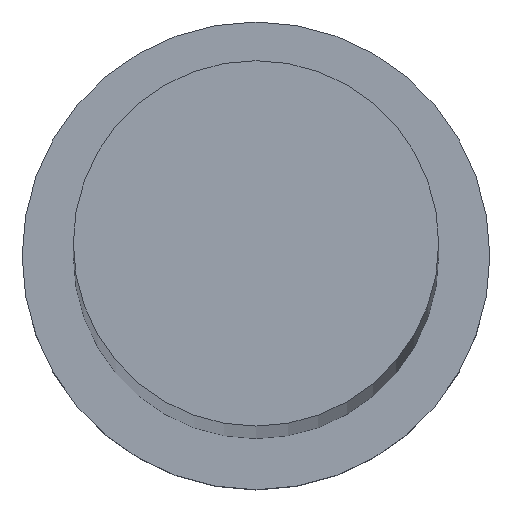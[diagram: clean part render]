
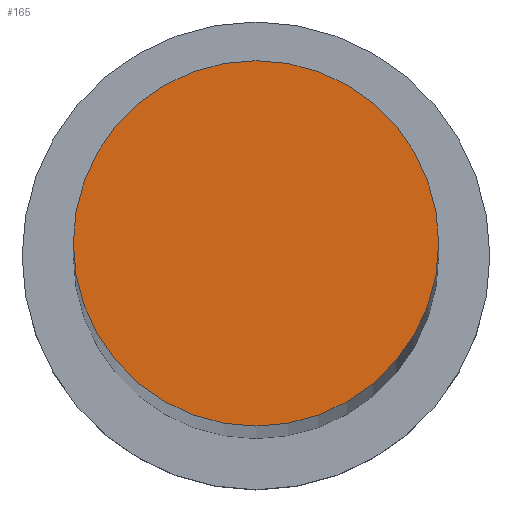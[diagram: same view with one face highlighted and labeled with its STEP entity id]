
A CAD part, top view. The second image highlights one B-rep face of the part: STEP entity #165.
In plain terms, the highlighted planar face has unit normal (0, 0, 1).
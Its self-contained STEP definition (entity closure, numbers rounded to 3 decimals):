
#14 = AXIS2_PLACEMENT_3D ( 'NONE', #86, #51, #135 ) ;
#28 = EDGE_CURVE ( 'NONE', #242, #238, #158, .T. ) ;
#36 = CARTESIAN_POINT ( 'NONE',  ( 0., 0., 500. ) ) ;
#42 = EDGE_CURVE ( 'NONE', #238, #242, #201, .T. ) ;
#51 = DIRECTION ( 'NONE',  ( 0., 0., 1. ) ) ;
#68 = CARTESIAN_POINT ( 'NONE',  ( 0., 0., 500. ) ) ;
#76 = DIRECTION ( 'NONE',  ( 1., 0., 0. ) ) ;
#85 = DIRECTION ( 'NONE',  ( 1., 0., 0. ) ) ;
#86 = CARTESIAN_POINT ( 'NONE',  ( 0., 0., 500. ) ) ;
#99 = ORIENTED_EDGE ( 'NONE', *, *, #42, .T. ) ;
#109 = PLANE ( 'NONE',  #112 ) ;
#110 = DIRECTION ( 'NONE',  ( 0., 0., 1. ) ) ;
#112 = AXIS2_PLACEMENT_3D ( 'NONE', #68, #193, #85 ) ;
#135 = DIRECTION ( 'NONE',  ( 1., 0., 0. ) ) ;
#143 = EDGE_LOOP ( 'NONE', ( #99, #188 ) ) ;
#158 = CIRCLE ( 'NONE', #14, 12.5 ) ;
#159 = CARTESIAN_POINT ( 'NONE',  ( 12.5, 0., 500. ) ) ;
#165 = ADVANCED_FACE ( 'NONE', ( #215 ), #109, .T. ) ;
#188 = ORIENTED_EDGE ( 'NONE', *, *, #28, .T. ) ;
#193 = DIRECTION ( 'NONE',  ( 0., 0., 1. ) ) ;
#197 = CARTESIAN_POINT ( 'NONE',  ( -12.5, 0., 500. ) ) ;
#201 = CIRCLE ( 'NONE', #209, 12.5 ) ;
#209 = AXIS2_PLACEMENT_3D ( 'NONE', #36, #110, #76 ) ;
#215 = FACE_OUTER_BOUND ( 'NONE', #143, .T. ) ;
#238 = VERTEX_POINT ( 'NONE', #197 ) ;
#242 = VERTEX_POINT ( 'NONE', #159 ) ;
